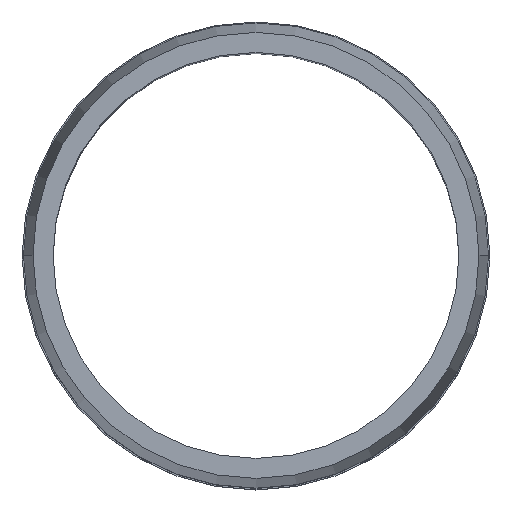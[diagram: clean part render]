
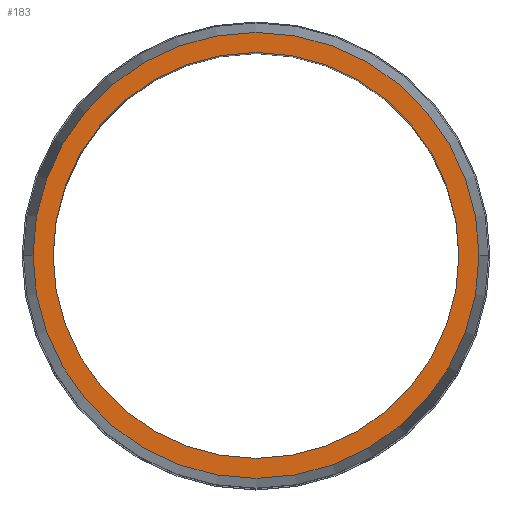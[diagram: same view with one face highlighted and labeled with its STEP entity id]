
A CAD part, top view. The second image highlights one B-rep face of the part: STEP entity #183.
In plain terms, the highlighted planar face has unit normal (0, 0, 1).
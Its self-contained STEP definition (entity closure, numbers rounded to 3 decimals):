
#83 = EDGE_LOOP ( 'NONE', ( #200, #202 ) ) ;
#90 = VERTEX_POINT ( 'NONE', #484 ) ;
#93 = EDGE_CURVE ( 'NONE', #128, #127, #482, .T. ) ;
#97 = ORIENTED_EDGE ( 'NONE', *, *, #98, .T. ) ;
#98 = EDGE_CURVE ( 'NONE', #127, #128, #390, .T. ) ;
#99 = ORIENTED_EDGE ( 'NONE', *, *, #93, .T. ) ;
#127 = VERTEX_POINT ( 'NONE', #593 ) ;
#128 = VERTEX_POINT ( 'NONE', #592 ) ;
#177 = EDGE_CURVE ( 'NONE', #178, #90, #539, .T. ) ;
#178 = VERTEX_POINT ( 'NONE', #534 ) ;
#183 = ADVANCED_FACE ( 'NONE', ( #551, #550 ), #549, .F. ) ;
#200 = ORIENTED_EDGE ( 'NONE', *, *, #201, .T. ) ;
#201 = EDGE_CURVE ( 'NONE', #90, #178, #704, .T. ) ;
#202 = ORIENTED_EDGE ( 'NONE', *, *, #177, .T. ) ;
#203 = EDGE_LOOP ( 'NONE', ( #97, #99 ) ) ;
#386 = DIRECTION ( 'NONE',  ( 1., 0., 0. ) ) ;
#387 = DIRECTION ( 'NONE',  ( 0., 0., 1. ) ) ;
#388 = CARTESIAN_POINT ( 'NONE',  ( 0., 0., 0. ) ) ;
#389 = AXIS2_PLACEMENT_3D ( 'NONE', #388, #387, #386 ) ;
#390 = CIRCLE ( 'NONE', #389, 23.018 ) ;
#413 = DIRECTION ( 'NONE',  ( -1., 0., 0. ) ) ;
#478 = DIRECTION ( 'NONE',  ( 1., 0., 0. ) ) ;
#479 = DIRECTION ( 'NONE',  ( 0., 0., 1. ) ) ;
#480 = CARTESIAN_POINT ( 'NONE',  ( 0., 0., 0. ) ) ;
#481 = AXIS2_PLACEMENT_3D ( 'NONE', #480, #479, #478 ) ;
#482 = CIRCLE ( 'NONE', #481, 23.018 ) ;
#484 = CARTESIAN_POINT ( 'NONE',  ( 0., 20.95, 0. ) ) ;
#534 = CARTESIAN_POINT ( 'NONE',  ( 0., -20.95, 0. ) ) ;
#535 = DIRECTION ( 'NONE',  ( 0., 1., 0. ) ) ;
#536 = DIRECTION ( 'NONE',  ( 0., 0., -1. ) ) ;
#537 = CARTESIAN_POINT ( 'NONE',  ( 0., 0., 0. ) ) ;
#538 = AXIS2_PLACEMENT_3D ( 'NONE', #537, #536, #535 ) ;
#539 = CIRCLE ( 'NONE', #538, 20.95 ) ;
#545 = DIRECTION ( 'NONE',  ( 0., 0., -1. ) ) ;
#546 = AXIS2_PLACEMENT_3D ( 'NONE', #548, #545, #413 ) ;
#548 = CARTESIAN_POINT ( 'NONE',  ( 0., 24.15, 0. ) ) ;
#549 = PLANE ( 'NONE',  #546 ) ;
#550 = FACE_OUTER_BOUND ( 'NONE', #203, .T. ) ;
#551 = FACE_BOUND ( 'NONE', #83, .T. ) ;
#592 = CARTESIAN_POINT ( 'NONE',  ( 23.018, 0., 0. ) ) ;
#593 = CARTESIAN_POINT ( 'NONE',  ( -23.018, 0., 0. ) ) ;
#703 = CARTESIAN_POINT ( 'NONE',  ( 0., 0., 0. ) ) ;
#704 = CIRCLE ( 'NONE', #746, 20.95 ) ;
#744 = DIRECTION ( 'NONE',  ( 0., 1., 0. ) ) ;
#745 = DIRECTION ( 'NONE',  ( 0., 0., -1. ) ) ;
#746 = AXIS2_PLACEMENT_3D ( 'NONE', #703, #745, #744 ) ;
